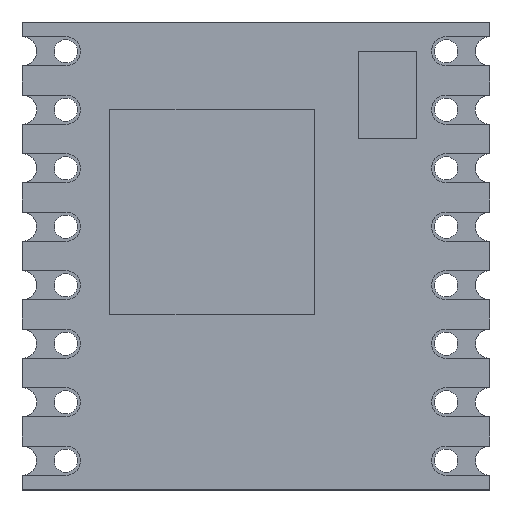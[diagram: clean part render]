
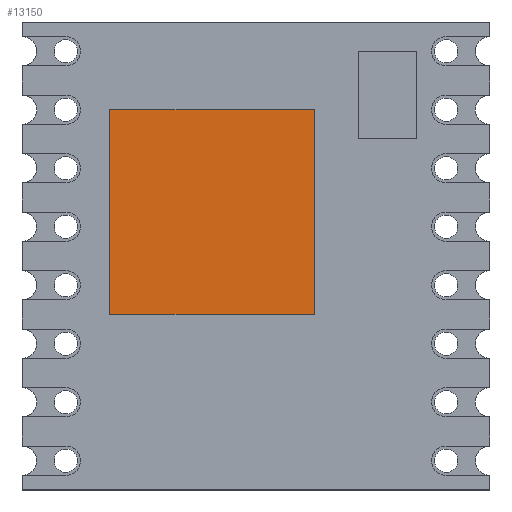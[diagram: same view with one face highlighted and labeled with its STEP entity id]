
A CAD part, top view. The second image highlights one B-rep face of the part: STEP entity #13150.
In plain terms, the highlighted planar face has unit normal (0, 0, 1).
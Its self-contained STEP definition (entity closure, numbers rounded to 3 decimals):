
#12836 = VERTEX_POINT('',#12837);
#12837 = CARTESIAN_POINT('',(-5.,-2.,1.8));
#12844 = PLANE('',#12845);
#12845 = AXIS2_PLACEMENT_3D('',#12846,#12847,#12848);
#12846 = CARTESIAN_POINT('',(-5.,-2.,1.));
#12847 = DIRECTION('',(1.,0.,0.));
#12848 = DIRECTION('',(0.,0.,1.));
#12856 = PLANE('',#12857);
#12857 = AXIS2_PLACEMENT_3D('',#12858,#12859,#12860);
#12858 = CARTESIAN_POINT('',(-5.,-2.,1.));
#12859 = DIRECTION('',(0.,1.,0.));
#12860 = DIRECTION('',(0.,0.,1.));
#12897 = VERTEX_POINT('',#12898);
#12898 = CARTESIAN_POINT('',(-5.,5.,1.8));
#12912 = PLANE('',#12913);
#12913 = AXIS2_PLACEMENT_3D('',#12914,#12915,#12916);
#12914 = CARTESIAN_POINT('',(-5.,5.,1.));
#12915 = DIRECTION('',(0.,1.,0.));
#12916 = DIRECTION('',(0.,0.,1.));
#12924 = EDGE_CURVE('',#12836,#12897,#12925,.T.);
#12925 = SURFACE_CURVE('',#12926,(#12930,#12937),.PCURVE_S1.);
#12926 = LINE('',#12927,#12928);
#12927 = CARTESIAN_POINT('',(-5.,-2.,1.8));
#12928 = VECTOR('',#12929,1.);
#12929 = DIRECTION('',(0.,1.,0.));
#12930 = PCURVE('',#12844,#12931);
#12931 = DEFINITIONAL_REPRESENTATION('',(#12932),#12936);
#12932 = LINE('',#12933,#12934);
#12933 = CARTESIAN_POINT('',(0.8,0.));
#12934 = VECTOR('',#12935,1.);
#12935 = DIRECTION('',(0.,-1.));
#12936 = ( GEOMETRIC_REPRESENTATION_CONTEXT(2) 
PARAMETRIC_REPRESENTATION_CONTEXT() REPRESENTATION_CONTEXT('2D SPACE',''
  ) );
#12937 = PCURVE('',#12938,#12943);
#12938 = PLANE('',#12939);
#12939 = AXIS2_PLACEMENT_3D('',#12940,#12941,#12942);
#12940 = CARTESIAN_POINT('',(-5.,-2.,1.8));
#12941 = DIRECTION('',(0.,0.,1.));
#12942 = DIRECTION('',(1.,0.,0.));
#12943 = DEFINITIONAL_REPRESENTATION('',(#12944),#12948);
#12944 = LINE('',#12945,#12946);
#12945 = CARTESIAN_POINT('',(0.,0.));
#12946 = VECTOR('',#12947,1.);
#12947 = DIRECTION('',(0.,1.));
#12948 = ( GEOMETRIC_REPRESENTATION_CONTEXT(2) 
PARAMETRIC_REPRESENTATION_CONTEXT() REPRESENTATION_CONTEXT('2D SPACE',''
  ) );
#12956 = VERTEX_POINT('',#12957);
#12957 = CARTESIAN_POINT('',(2.,-2.,1.8));
#12964 = PLANE('',#12965);
#12965 = AXIS2_PLACEMENT_3D('',#12966,#12967,#12968);
#12966 = CARTESIAN_POINT('',(2.,-2.,1.));
#12967 = DIRECTION('',(1.,0.,0.));
#12968 = DIRECTION('',(0.,0.,1.));
#13007 = VERTEX_POINT('',#13008);
#13008 = CARTESIAN_POINT('',(2.,5.,1.8));
#13029 = EDGE_CURVE('',#12956,#13007,#13030,.T.);
#13030 = SURFACE_CURVE('',#13031,(#13035,#13042),.PCURVE_S1.);
#13031 = LINE('',#13032,#13033);
#13032 = CARTESIAN_POINT('',(2.,-2.,1.8));
#13033 = VECTOR('',#13034,1.);
#13034 = DIRECTION('',(0.,1.,0.));
#13035 = PCURVE('',#12964,#13036);
#13036 = DEFINITIONAL_REPRESENTATION('',(#13037),#13041);
#13037 = LINE('',#13038,#13039);
#13038 = CARTESIAN_POINT('',(0.8,0.));
#13039 = VECTOR('',#13040,1.);
#13040 = DIRECTION('',(0.,-1.));
#13041 = ( GEOMETRIC_REPRESENTATION_CONTEXT(2) 
PARAMETRIC_REPRESENTATION_CONTEXT() REPRESENTATION_CONTEXT('2D SPACE',''
  ) );
#13042 = PCURVE('',#12938,#13043);
#13043 = DEFINITIONAL_REPRESENTATION('',(#13044),#13048);
#13044 = LINE('',#13045,#13046);
#13045 = CARTESIAN_POINT('',(7.,0.));
#13046 = VECTOR('',#13047,1.);
#13047 = DIRECTION('',(0.,1.));
#13048 = ( GEOMETRIC_REPRESENTATION_CONTEXT(2) 
PARAMETRIC_REPRESENTATION_CONTEXT() REPRESENTATION_CONTEXT('2D SPACE',''
  ) );
#13075 = EDGE_CURVE('',#12836,#12956,#13076,.T.);
#13076 = SURFACE_CURVE('',#13077,(#13081,#13088),.PCURVE_S1.);
#13077 = LINE('',#13078,#13079);
#13078 = CARTESIAN_POINT('',(-5.,-2.,1.8));
#13079 = VECTOR('',#13080,1.);
#13080 = DIRECTION('',(1.,0.,0.));
#13081 = PCURVE('',#12856,#13082);
#13082 = DEFINITIONAL_REPRESENTATION('',(#13083),#13087);
#13083 = LINE('',#13084,#13085);
#13084 = CARTESIAN_POINT('',(0.8,0.));
#13085 = VECTOR('',#13086,1.);
#13086 = DIRECTION('',(0.,1.));
#13087 = ( GEOMETRIC_REPRESENTATION_CONTEXT(2) 
PARAMETRIC_REPRESENTATION_CONTEXT() REPRESENTATION_CONTEXT('2D SPACE',''
  ) );
#13088 = PCURVE('',#12938,#13089);
#13089 = DEFINITIONAL_REPRESENTATION('',(#13090),#13094);
#13090 = LINE('',#13091,#13092);
#13091 = CARTESIAN_POINT('',(0.,0.));
#13092 = VECTOR('',#13093,1.);
#13093 = DIRECTION('',(1.,0.));
#13094 = ( GEOMETRIC_REPRESENTATION_CONTEXT(2) 
PARAMETRIC_REPRESENTATION_CONTEXT() REPRESENTATION_CONTEXT('2D SPACE',''
  ) );
#13122 = EDGE_CURVE('',#12897,#13007,#13123,.T.);
#13123 = SURFACE_CURVE('',#13124,(#13128,#13135),.PCURVE_S1.);
#13124 = LINE('',#13125,#13126);
#13125 = CARTESIAN_POINT('',(-5.,5.,1.8));
#13126 = VECTOR('',#13127,1.);
#13127 = DIRECTION('',(1.,0.,0.));
#13128 = PCURVE('',#12912,#13129);
#13129 = DEFINITIONAL_REPRESENTATION('',(#13130),#13134);
#13130 = LINE('',#13131,#13132);
#13131 = CARTESIAN_POINT('',(0.8,0.));
#13132 = VECTOR('',#13133,1.);
#13133 = DIRECTION('',(0.,1.));
#13134 = ( GEOMETRIC_REPRESENTATION_CONTEXT(2) 
PARAMETRIC_REPRESENTATION_CONTEXT() REPRESENTATION_CONTEXT('2D SPACE',''
  ) );
#13135 = PCURVE('',#12938,#13136);
#13136 = DEFINITIONAL_REPRESENTATION('',(#13137),#13141);
#13137 = LINE('',#13138,#13139);
#13138 = CARTESIAN_POINT('',(0.,7.));
#13139 = VECTOR('',#13140,1.);
#13140 = DIRECTION('',(1.,0.));
#13141 = ( GEOMETRIC_REPRESENTATION_CONTEXT(2) 
PARAMETRIC_REPRESENTATION_CONTEXT() REPRESENTATION_CONTEXT('2D SPACE',''
  ) );
#13150 = ADVANCED_FACE('',(#13151),#12938,.T.);
#13151 = FACE_BOUND('',#13152,.T.);
#13152 = EDGE_LOOP('',(#13153,#13154,#13155,#13156));
#13153 = ORIENTED_EDGE('',*,*,#12924,.F.);
#13154 = ORIENTED_EDGE('',*,*,#13075,.T.);
#13155 = ORIENTED_EDGE('',*,*,#13029,.T.);
#13156 = ORIENTED_EDGE('',*,*,#13122,.F.);
